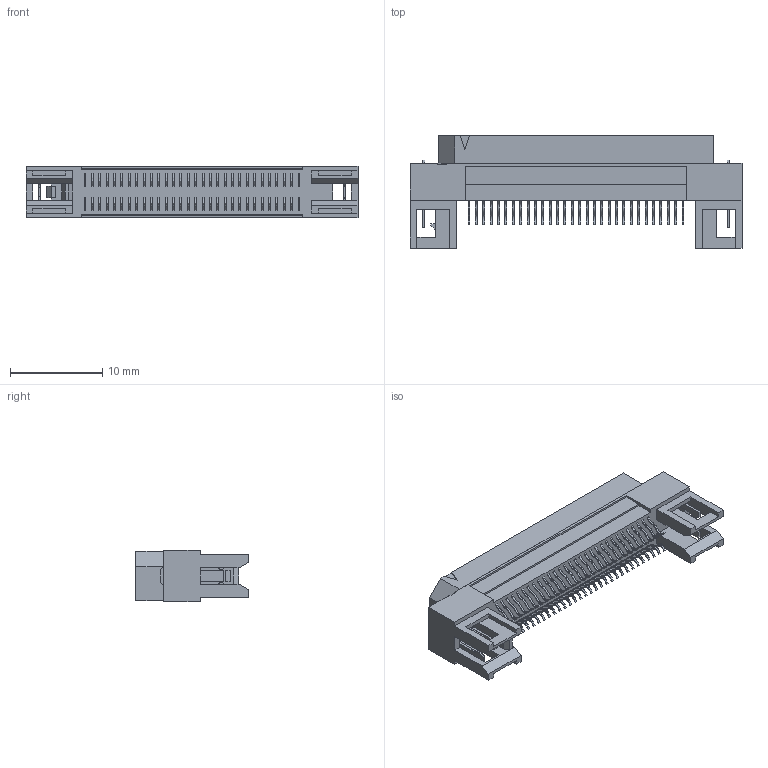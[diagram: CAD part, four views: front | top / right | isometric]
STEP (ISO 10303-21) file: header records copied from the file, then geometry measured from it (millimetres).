
FILE_DESCRIPTION(/* description */ ('STEP AP214'),/* implementation_level */ '2;1');
FILE_NAME(/* name */ 'ERF8-030-01-L-D-EM2-TR',/* time_stamp */ '2024-01-21T23:17:40+01:00',/* author */ ('License CC BY-ND 4.0'),/* organization */ ('CADENAS'),/* preprocessor_version */ 'ST-DEVELOPER v19.3',/* originating_system */ 'PARTsolutions',/* authorisation */ ' ');
FILE_SCHEMA (('AUTOMOTIVE_DESIGN {1 0 10303 214 3 1 1}'));
Products named in the file (4): ERF8-030-01-L-D-EM2-TR; ERF8-030-01-D-EM2_socket; C-221-030-EM2; C-221-030-EM22
Assembly tree (3 placements, depth 2):
  ERF8-030-01-L-D-EM2-TR
    ERF8-030-01-D-EM2_socket
    C-221-030-EM2
    C-221-030-EM22
Bounding box: 36 x 12.2 x 5.6 mm (x, y, z)
Volume: 920 mm3; surface area: 2293.8 mm2
Topology: 3 solids, 3 shells, 2182 faces, 6542 edges, 4358 vertices
Faces by surface type: plane 1806, cylinder 376
Entity records: 72853 total; most frequent: CARTESIAN_POINT 13086, ORIENTED_EDGE 13084, DIRECTION 11666, EDGE_CURVE 6542, LINE 5790, VECTOR 5790, VERTEX_POINT 4358, AXIS2_PLACEMENT_3D 2938
